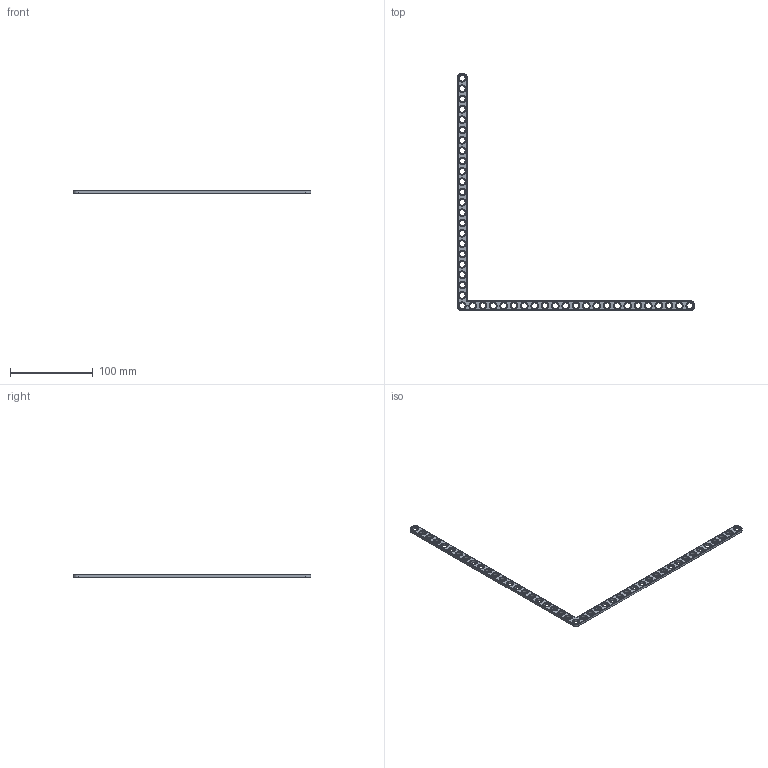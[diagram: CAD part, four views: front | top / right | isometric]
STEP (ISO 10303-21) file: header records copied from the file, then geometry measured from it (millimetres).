
FILE_DESCRIPTION(('FreeCAD Model'),'2;1');
FILE_NAME('Open CASCADE Shape Model','2024-02-09T22:46:00',(''),(''), 'Open CASCADE STEP processor 7.6','FreeCAD','Unknown');
FILE_SCHEMA(('AUTOMOTIVE_DESIGN { 1 0 10303 214 1 1 1 1 }'));
Products named in the file (1): Brace AGD 90 SYM ERR BU23x00.25 - SPN-BRC-0631 (stemfie.org)
Bounding box: 287.5 x 287.5 x 3.12 mm (x, y, z)
Volume: 15685.7 mm3; surface area: 16909.6 mm2
Topology: 1 solids, 1 shells, 784 faces, 2005 edges, 1302 vertices
Faces by surface type: plane 378, extrusion 214, cone 96, cylinder 96
Full cylindrical faces by diameter (mm): 7 x45, 9.2 x45
Entity records: 51488 total; most frequent: CARTESIAN_POINT 12323, DIRECTION 6499, VECTOR 4634, LINE 4420, ORIENTED_EDGE 4010, PCURVE 4010, DEFINITIONAL_REPRESENTATION 4010, EDGE_CURVE 2005
